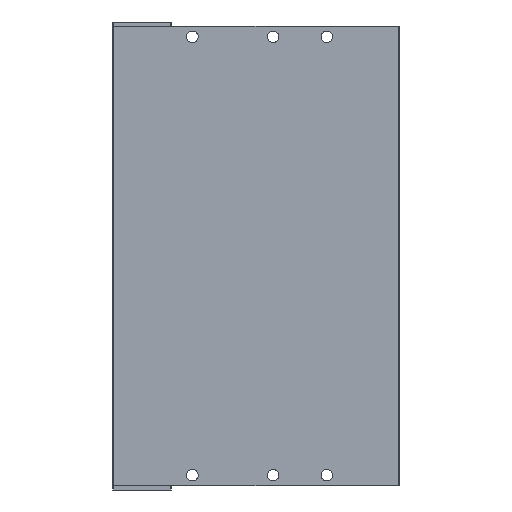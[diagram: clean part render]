
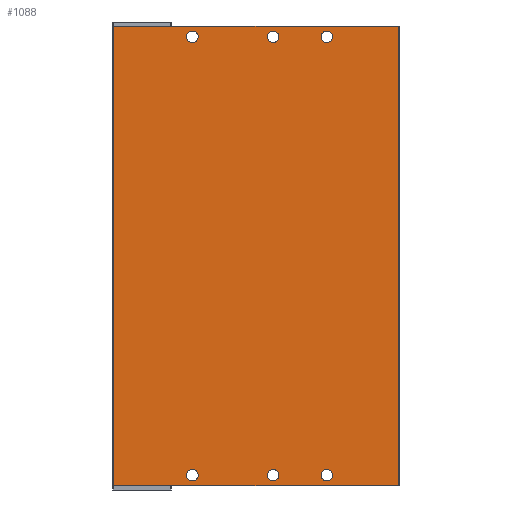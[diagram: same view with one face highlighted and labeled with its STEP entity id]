
A CAD part, front view. The second image highlights one B-rep face of the part: STEP entity #1088.
In plain terms, the highlighted planar face has unit normal (0, -1, 0).
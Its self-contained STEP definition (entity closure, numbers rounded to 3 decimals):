
#40 = CIRCLE ( 'NONE', #9683, 2.15 ) ;
#91 = EDGE_CURVE ( 'NONE', #6176, #10914, #11071, .T. ) ;
#98 = CARTESIAN_POINT ( 'NONE',  ( 59.7, 0., -4. ) ) ;
#139 = CARTESIAN_POINT ( 'NONE',  ( 106.2, 0., 0. ) ) ;
#206 = DIRECTION ( 'NONE',  ( 0., 1., 0. ) ) ;
#214 = EDGE_LOOP ( 'NONE', ( #7267, #1066, #3153, #5196 ) ) ;
#281 = AXIS2_PLACEMENT_3D ( 'NONE', #11902, #7345, #4638 ) ;
#381 = DIRECTION ( 'NONE',  ( 0., 0., -1. ) ) ;
#947 = AXIS2_PLACEMENT_3D ( 'NONE', #10243, #11178, #1552 ) ;
#994 = DIRECTION ( 'NONE',  ( 0., 1., 0. ) ) ;
#1017 = CARTESIAN_POINT ( 'NONE',  ( 29.7, 0., -164.85 ) ) ;
#1053 = DIRECTION ( 'NONE',  ( 0., 0., -1. ) ) ;
#1066 = ORIENTED_EDGE ( 'NONE', *, *, #3572, .T. ) ;
#1082 = LINE ( 'NONE', #4954, #3326 ) ;
#1088 = ADVANCED_FACE ( 'NONE', ( #2595, #6375, #4520, #8226, #11974, #10000, #5571 ), #7485, .T. ) ;
#1120 = DIRECTION ( 'NONE',  ( 0., 1., 0. ) ) ;
#1181 = EDGE_CURVE ( 'NONE', #1452, #8818, #6736, .T. ) ;
#1184 = VERTEX_POINT ( 'NONE', #10429 ) ;
#1429 = CIRCLE ( 'NONE', #10677, 2.15 ) ;
#1452 = VERTEX_POINT ( 'NONE', #11897 ) ;
#1480 = EDGE_LOOP ( 'NONE', ( #9514, #7094 ) ) ;
#1552 = DIRECTION ( 'NONE',  ( 0., 0., -1. ) ) ;
#1581 = CARTESIAN_POINT ( 'NONE',  ( 79.7, 0., -6.15 ) ) ;
#1616 = CIRCLE ( 'NONE', #4369, 2.15 ) ;
#1680 = EDGE_LOOP ( 'NONE', ( #4758, #10911 ) ) ;
#1722 = VECTOR ( 'NONE', #3960, 1000. ) ;
#1766 = EDGE_LOOP ( 'NONE', ( #8737, #7579 ) ) ;
#1793 = EDGE_LOOP ( 'NONE', ( #7272, #7745 ) ) ;
#1874 = DIRECTION ( 'NONE',  ( 0., 0., -1. ) ) ;
#1906 = DIRECTION ( 'NONE',  ( 0., 0., -1. ) ) ;
#2001 = DIRECTION ( 'NONE',  ( 0., 1., 0. ) ) ;
#2047 = EDGE_CURVE ( 'NONE', #9988, #6156, #2326, .T. ) ;
#2063 = EDGE_CURVE ( 'NONE', #11771, #7067, #1082, .T. ) ;
#2172 = ORIENTED_EDGE ( 'NONE', *, *, #10332, .T. ) ;
#2179 = AXIS2_PLACEMENT_3D ( 'NONE', #7798, #206, #381 ) ;
#2190 = AXIS2_PLACEMENT_3D ( 'NONE', #7238, #1120, #1053 ) ;
#2326 = CIRCLE ( 'NONE', #10608, 2.15 ) ;
#2411 = VECTOR ( 'NONE', #10897, 1000. ) ;
#2447 = EDGE_CURVE ( 'NONE', #8379, #11261, #6996, .T. ) ;
#2595 = FACE_OUTER_BOUND ( 'NONE', #214, .T. ) ;
#2682 = CARTESIAN_POINT ( 'NONE',  ( 79.7, 0., -1.85 ) ) ;
#2734 = EDGE_CURVE ( 'NONE', #4853, #9446, #11497, .T. ) ;
#2821 = CARTESIAN_POINT ( 'NONE',  ( 0.5, 0., -171. ) ) ;
#2953 = CARTESIAN_POINT ( 'NONE',  ( 29.7, 0., -167. ) ) ;
#2965 = ORIENTED_EDGE ( 'NONE', *, *, #2979, .T. ) ;
#2979 = EDGE_CURVE ( 'NONE', #1184, #10992, #4158, .T. ) ;
#3047 = CARTESIAN_POINT ( 'NONE',  ( 79.7, 0., -167. ) ) ;
#3103 = CARTESIAN_POINT ( 'NONE',  ( 0.5, 0., 0. ) ) ;
#3107 = CARTESIAN_POINT ( 'NONE',  ( 29.7, 0., -167. ) ) ;
#3123 = CARTESIAN_POINT ( 'NONE',  ( 79.7, 0., -167. ) ) ;
#3153 = ORIENTED_EDGE ( 'NONE', *, *, #2063, .T. ) ;
#3245 = DIRECTION ( 'NONE',  ( 0., 0., -1. ) ) ;
#3306 = CARTESIAN_POINT ( 'NONE',  ( 59.7, 0., -4. ) ) ;
#3326 = VECTOR ( 'NONE', #8723, 1000. ) ;
#3419 = AXIS2_PLACEMENT_3D ( 'NONE', #8049, #9824, #6651 ) ;
#3423 = AXIS2_PLACEMENT_3D ( 'NONE', #11301, #994, #1874 ) ;
#3572 = EDGE_CURVE ( 'NONE', #8818, #11771, #8988, .T. ) ;
#3826 = CIRCLE ( 'NONE', #6973, 2.15 ) ;
#3852 = CARTESIAN_POINT ( 'NONE',  ( 59.7, 0., -1.85 ) ) ;
#3868 = CARTESIAN_POINT ( 'NONE',  ( 59.7, 0., -164.85 ) ) ;
#3923 = EDGE_CURVE ( 'NONE', #11063, #6938, #6579, .T. ) ;
#3960 = DIRECTION ( 'NONE',  ( 1., 0., 0. ) ) ;
#4032 = DIRECTION ( 'NONE',  ( 0., 0., -1. ) ) ;
#4158 = CIRCLE ( 'NONE', #2179, 2.15 ) ;
#4159 = DIRECTION ( 'NONE',  ( 0., 1., 0. ) ) ;
#4216 = CIRCLE ( 'NONE', #3423, 2.15 ) ;
#4353 = EDGE_CURVE ( 'NONE', #10914, #6176, #40, .T. ) ;
#4357 = CARTESIAN_POINT ( 'NONE',  ( 106.2, 0., -171. ) ) ;
#4369 = AXIS2_PLACEMENT_3D ( 'NONE', #3123, #8663, #7874 ) ;
#4520 = FACE_BOUND ( 'NONE', #1680, .T. ) ;
#4638 = DIRECTION ( 'NONE',  ( 0., 0., -1. ) ) ;
#4756 = CARTESIAN_POINT ( 'NONE',  ( 29.7, 0., -6.15 ) ) ;
#4758 = ORIENTED_EDGE ( 'NONE', *, *, #5739, .T. ) ;
#4853 = VERTEX_POINT ( 'NONE', #1581 ) ;
#4954 = CARTESIAN_POINT ( 'NONE',  ( 0.5, 0., 0. ) ) ;
#4990 = DIRECTION ( 'NONE',  ( 0., 1., 0. ) ) ;
#5070 = EDGE_CURVE ( 'NONE', #7067, #1452, #5723, .T. ) ;
#5196 = ORIENTED_EDGE ( 'NONE', *, *, #5070, .T. ) ;
#5546 = EDGE_CURVE ( 'NONE', #11261, #8379, #1616, .T. ) ;
#5571 = FACE_BOUND ( 'NONE', #1793, .T. ) ;
#5723 = LINE ( 'NONE', #2821, #10895 ) ;
#5739 = EDGE_CURVE ( 'NONE', #6156, #9988, #3826, .T. ) ;
#5751 = DIRECTION ( 'NONE',  ( 0., 1., 0. ) ) ;
#5906 = EDGE_CURVE ( 'NONE', #6938, #11063, #8102, .T. ) ;
#6079 = CARTESIAN_POINT ( 'NONE',  ( 29.7, 0., -1.85 ) ) ;
#6156 = VERTEX_POINT ( 'NONE', #12009 ) ;
#6176 = VERTEX_POINT ( 'NONE', #7328 ) ;
#6349 = AXIS2_PLACEMENT_3D ( 'NONE', #2953, #4990, #6720 ) ;
#6375 = FACE_BOUND ( 'NONE', #1766, .T. ) ;
#6579 = CIRCLE ( 'NONE', #3419, 2.15 ) ;
#6651 = DIRECTION ( 'NONE',  ( 0., 0., -1. ) ) ;
#6720 = DIRECTION ( 'NONE',  ( 0., 0., -1. ) ) ;
#6736 = LINE ( 'NONE', #10488, #1722 ) ;
#6917 = DIRECTION ( 'NONE',  ( 0., 0., -1. ) ) ;
#6938 = VERTEX_POINT ( 'NONE', #4756 ) ;
#6973 = AXIS2_PLACEMENT_3D ( 'NONE', #3306, #4159, #3245 ) ;
#6975 = EDGE_CURVE ( 'NONE', #9446, #4853, #4216, .T. ) ;
#6996 = CIRCLE ( 'NONE', #9940, 2.15 ) ;
#7067 = VERTEX_POINT ( 'NONE', #3103 ) ;
#7094 = ORIENTED_EDGE ( 'NONE', *, *, #2447, .T. ) ;
#7226 = DIRECTION ( 'NONE',  ( 0., 0., -1. ) ) ;
#7238 = CARTESIAN_POINT ( 'NONE',  ( 29.7, 0., -4. ) ) ;
#7267 = ORIENTED_EDGE ( 'NONE', *, *, #1181, .T. ) ;
#7272 = ORIENTED_EDGE ( 'NONE', *, *, #91, .T. ) ;
#7328 = CARTESIAN_POINT ( 'NONE',  ( 29.7, 0., -169.15 ) ) ;
#7345 = DIRECTION ( 'NONE',  ( 0., 1., 0. ) ) ;
#7485 = PLANE ( 'NONE',  #947 ) ;
#7579 = ORIENTED_EDGE ( 'NONE', *, *, #3923, .T. ) ;
#7745 = ORIENTED_EDGE ( 'NONE', *, *, #4353, .T. ) ;
#7798 = CARTESIAN_POINT ( 'NONE',  ( 59.7, 0., -167. ) ) ;
#7874 = DIRECTION ( 'NONE',  ( 0., 0., -1. ) ) ;
#8049 = CARTESIAN_POINT ( 'NONE',  ( 29.7, 0., -4. ) ) ;
#8102 = CIRCLE ( 'NONE', #2190, 2.15 ) ;
#8226 = FACE_BOUND ( 'NONE', #9096, .T. ) ;
#8379 = VERTEX_POINT ( 'NONE', #9403 ) ;
#8580 = CARTESIAN_POINT ( 'NONE',  ( 106.2, 0., -171. ) ) ;
#8663 = DIRECTION ( 'NONE',  ( 0., 1., 0. ) ) ;
#8723 = DIRECTION ( 'NONE',  ( -1., 0., 0. ) ) ;
#8737 = ORIENTED_EDGE ( 'NONE', *, *, #5906, .T. ) ;
#8818 = VERTEX_POINT ( 'NONE', #8580 ) ;
#8988 = LINE ( 'NONE', #4357, #2411 ) ;
#9096 = EDGE_LOOP ( 'NONE', ( #10522, #11074 ) ) ;
#9403 = CARTESIAN_POINT ( 'NONE',  ( 79.7, 0., -164.85 ) ) ;
#9446 = VERTEX_POINT ( 'NONE', #2682 ) ;
#9514 = ORIENTED_EDGE ( 'NONE', *, *, #5546, .T. ) ;
#9588 = DIRECTION ( 'NONE',  ( 0., 0., -1. ) ) ;
#9683 = AXIS2_PLACEMENT_3D ( 'NONE', #3107, #10619, #6917 ) ;
#9695 = CARTESIAN_POINT ( 'NONE',  ( 79.7, 0., -169.15 ) ) ;
#9824 = DIRECTION ( 'NONE',  ( 0., 1., 0. ) ) ;
#9940 = AXIS2_PLACEMENT_3D ( 'NONE', #3047, #5751, #4032 ) ;
#9988 = VERTEX_POINT ( 'NONE', #3852 ) ;
#10000 = FACE_BOUND ( 'NONE', #12010, .T. ) ;
#10243 = CARTESIAN_POINT ( 'NONE',  ( 0.5, 0., -171. ) ) ;
#10332 = EDGE_CURVE ( 'NONE', #10992, #1184, #1429, .T. ) ;
#10429 = CARTESIAN_POINT ( 'NONE',  ( 59.7, 0., -169.15 ) ) ;
#10488 = CARTESIAN_POINT ( 'NONE',  ( 0.5, 0., -171. ) ) ;
#10522 = ORIENTED_EDGE ( 'NONE', *, *, #2734, .T. ) ;
#10608 = AXIS2_PLACEMENT_3D ( 'NONE', #98, #2001, #9588 ) ;
#10619 = DIRECTION ( 'NONE',  ( 0., 1., 0. ) ) ;
#10677 = AXIS2_PLACEMENT_3D ( 'NONE', #10983, #11968, #7226 ) ;
#10895 = VECTOR ( 'NONE', #1906, 1000. ) ;
#10897 = DIRECTION ( 'NONE',  ( 0., 0., 1. ) ) ;
#10911 = ORIENTED_EDGE ( 'NONE', *, *, #2047, .T. ) ;
#10914 = VERTEX_POINT ( 'NONE', #1017 ) ;
#10983 = CARTESIAN_POINT ( 'NONE',  ( 59.7, 0., -167. ) ) ;
#10992 = VERTEX_POINT ( 'NONE', #3868 ) ;
#11063 = VERTEX_POINT ( 'NONE', #6079 ) ;
#11071 = CIRCLE ( 'NONE', #6349, 2.15 ) ;
#11074 = ORIENTED_EDGE ( 'NONE', *, *, #6975, .T. ) ;
#11178 = DIRECTION ( 'NONE',  ( 0., -1., 0. ) ) ;
#11261 = VERTEX_POINT ( 'NONE', #9695 ) ;
#11301 = CARTESIAN_POINT ( 'NONE',  ( 79.7, 0., -4. ) ) ;
#11497 = CIRCLE ( 'NONE', #281, 2.15 ) ;
#11771 = VERTEX_POINT ( 'NONE', #139 ) ;
#11897 = CARTESIAN_POINT ( 'NONE',  ( 0.5, 0., -171. ) ) ;
#11902 = CARTESIAN_POINT ( 'NONE',  ( 79.7, 0., -4. ) ) ;
#11968 = DIRECTION ( 'NONE',  ( 0., 1., 0. ) ) ;
#11974 = FACE_BOUND ( 'NONE', #1480, .T. ) ;
#12009 = CARTESIAN_POINT ( 'NONE',  ( 59.7, 0., -6.15 ) ) ;
#12010 = EDGE_LOOP ( 'NONE', ( #2965, #2172 ) ) ;
